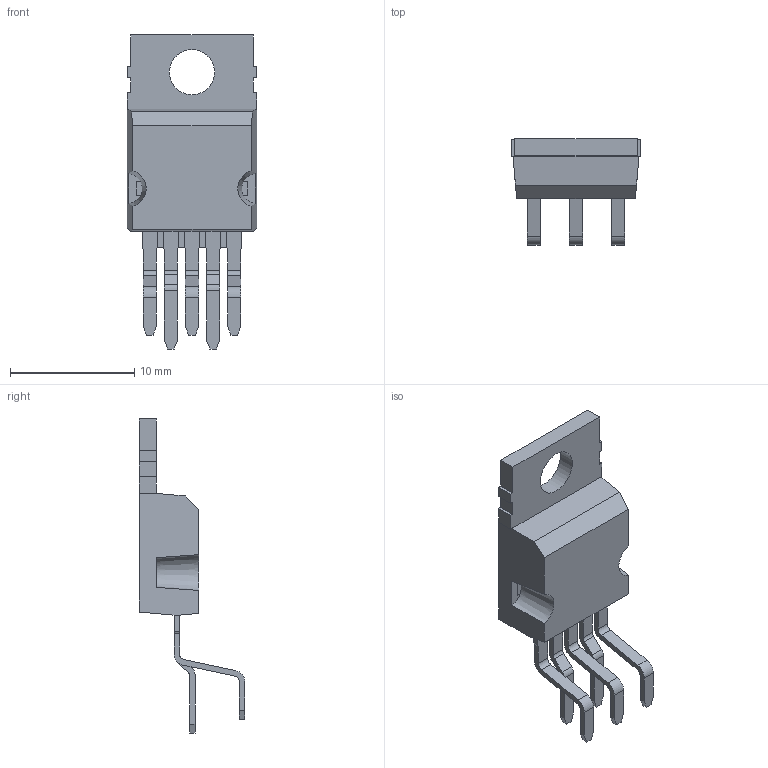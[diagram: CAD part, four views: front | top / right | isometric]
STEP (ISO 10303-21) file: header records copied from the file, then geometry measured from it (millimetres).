
FILE_DESCRIPTION(('STEP AP214'), '1');
FILE_NAME('ST-Pentawatt-V', '2017-04-16T16:38:40', ('Nobody'), (''), 'ASCON STEP Converter 1.3', 'ASCON Math Kernel', '');
FILE_SCHEMA(('AUTOMOTIVE_DESIGN { 1 0 10303 214 3 1 1}'));
Length unit declared in the file: millimetre
Bounding box: 10.4 x 8.5 x 25.3 mm (x, y, z)
Volume: 537.3 mm3; surface area: 886.5 mm2
Topology: 7 solids, 7 shells, 182 faces, 499 edges, 327 vertices
Faces by surface type: plane 159, cylinder 21, cone 2
Full cylindrical faces by diameter (mm): 3.65 x1
Entity records: 7254 total; most frequent: CARTESIAN_POINT 1027, ORIENTED_EDGE 986, DIRECTION 915, EDGE_CURVE 493, LINE 439, VECTOR 439, VERTEX_POINT 322, AXIS2_PLACEMENT_3D 238
